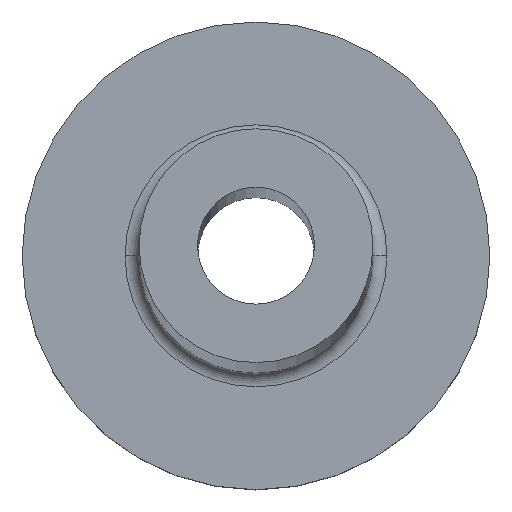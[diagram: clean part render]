
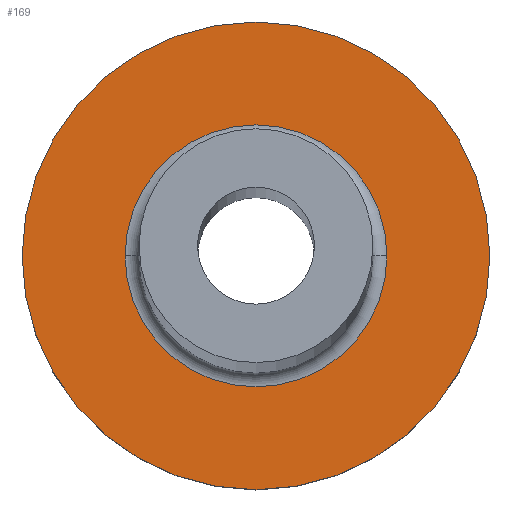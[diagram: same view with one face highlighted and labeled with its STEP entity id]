
A CAD part, top view. The second image highlights one B-rep face of the part: STEP entity #169.
In plain terms, the highlighted planar face has unit normal (0, 0, 1).
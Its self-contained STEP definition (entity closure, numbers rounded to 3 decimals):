
#4 = VERTEX_POINT ( 'NONE', #66 ) ;
#20 = EDGE_LOOP ( 'NONE', ( #120, #350 ) ) ;
#21 = CIRCLE ( 'NONE', #78, 5. ) ;
#33 = CIRCLE ( 'NONE', #90, 2.8 ) ;
#34 = DIRECTION ( 'NONE',  ( 0., 0., -1. ) ) ;
#36 = ORIENTED_EDGE ( 'NONE', *, *, #139, .T. ) ;
#41 = DIRECTION ( 'NONE',  ( 0., 0., 1. ) ) ;
#51 = CARTESIAN_POINT ( 'NONE',  ( -5., 0., 3. ) ) ;
#52 = CIRCLE ( 'NONE', #79, 2.8 ) ;
#59 = EDGE_LOOP ( 'NONE', ( #218, #36 ) ) ;
#64 = EDGE_CURVE ( 'NONE', #356, #4, #33, .T. ) ;
#66 = CARTESIAN_POINT ( 'NONE',  ( -2.8, 0., 3. ) ) ;
#69 = DIRECTION ( 'NONE',  ( 1., 0., 0. ) ) ;
#78 = AXIS2_PLACEMENT_3D ( 'NONE', #156, #97, #213 ) ;
#79 = AXIS2_PLACEMENT_3D ( 'NONE', #330, #34, #69 ) ;
#80 = CARTESIAN_POINT ( 'NONE',  ( 5., 0., 3. ) ) ;
#90 = AXIS2_PLACEMENT_3D ( 'NONE', #287, #381, #157 ) ;
#93 = AXIS2_PLACEMENT_3D ( 'NONE', #332, #190, #239 ) ;
#97 = DIRECTION ( 'NONE',  ( 0., 0., 1. ) ) ;
#102 = EDGE_CURVE ( 'NONE', #241, #308, #21, .T. ) ;
#107 = CARTESIAN_POINT ( 'NONE',  ( 0., 0., 3. ) ) ;
#120 = ORIENTED_EDGE ( 'NONE', *, *, #160, .T. ) ;
#139 = EDGE_CURVE ( 'NONE', #4, #356, #52, .T. ) ;
#156 = CARTESIAN_POINT ( 'NONE',  ( 0., 0., 3. ) ) ;
#157 = DIRECTION ( 'NONE',  ( 1., 0., 0. ) ) ;
#160 = EDGE_CURVE ( 'NONE', #308, #241, #207, .T. ) ;
#162 = DIRECTION ( 'NONE',  ( 1., 0., 0. ) ) ;
#165 = FACE_BOUND ( 'NONE', #59, .T. ) ;
#169 = ADVANCED_FACE ( 'NONE', ( #165, #271 ), #266, .T. ) ;
#190 = DIRECTION ( 'NONE',  ( 0., 0., 1. ) ) ;
#207 = CIRCLE ( 'NONE', #248, 5. ) ;
#213 = DIRECTION ( 'NONE',  ( 1., 0., 0. ) ) ;
#218 = ORIENTED_EDGE ( 'NONE', *, *, #64, .T. ) ;
#222 = CARTESIAN_POINT ( 'NONE',  ( 2.8, 0., 3. ) ) ;
#239 = DIRECTION ( 'NONE',  ( 1., 0., 0. ) ) ;
#241 = VERTEX_POINT ( 'NONE', #80 ) ;
#248 = AXIS2_PLACEMENT_3D ( 'NONE', #107, #41, #162 ) ;
#266 = PLANE ( 'NONE',  #93 ) ;
#271 = FACE_OUTER_BOUND ( 'NONE', #20, .T. ) ;
#287 = CARTESIAN_POINT ( 'NONE',  ( 0., 0., 3. ) ) ;
#308 = VERTEX_POINT ( 'NONE', #51 ) ;
#330 = CARTESIAN_POINT ( 'NONE',  ( 0., 0., 3. ) ) ;
#332 = CARTESIAN_POINT ( 'NONE',  ( 0., 0., 3. ) ) ;
#350 = ORIENTED_EDGE ( 'NONE', *, *, #102, .T. ) ;
#356 = VERTEX_POINT ( 'NONE', #222 ) ;
#381 = DIRECTION ( 'NONE',  ( 0., 0., -1. ) ) ;
